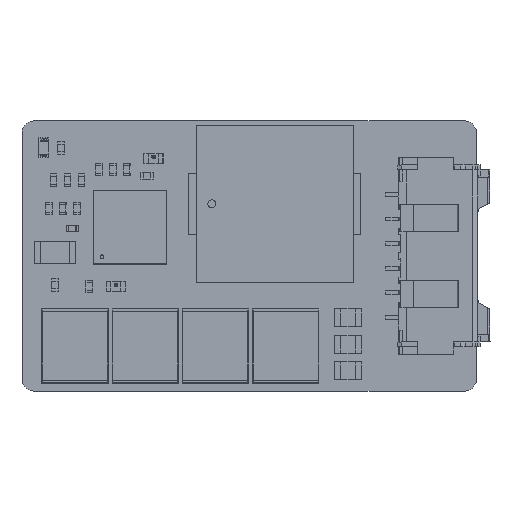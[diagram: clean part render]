
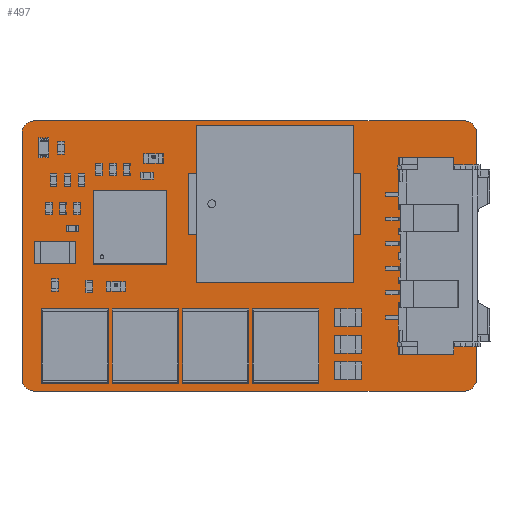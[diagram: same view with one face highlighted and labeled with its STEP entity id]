
A CAD part, top view. The second image highlights one B-rep face of the part: STEP entity #497.
In plain terms, the highlighted planar face has unit normal (0, 0, 1).
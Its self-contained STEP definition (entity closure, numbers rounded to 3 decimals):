
#232 = VERTEX_POINT('',#233);
#233 = CARTESIAN_POINT('',(0.,1.,1.677));
#239 = EDGE_CURVE('',#232,#240,#242,.T.);
#240 = VERTEX_POINT('',#241);
#241 = CARTESIAN_POINT('',(0.,21.,1.677));
#242 = LINE('',#243,#244);
#243 = CARTESIAN_POINT('',(0.,1.,1.677));
#244 = VECTOR('',#245,1.);
#245 = DIRECTION('',(0.,1.,0.));
#270 = EDGE_CURVE('',#240,#271,#273,.T.);
#271 = VERTEX_POINT('',#272);
#272 = CARTESIAN_POINT('',(1.,22.,1.677));
#273 = CIRCLE('',#274,1.);
#274 = AXIS2_PLACEMENT_3D('',#275,#276,#277);
#275 = CARTESIAN_POINT('',(1.,21.,1.677));
#276 = DIRECTION('',(0.,0.,-1.));
#277 = DIRECTION('',(-1.,0.,0.));
#303 = EDGE_CURVE('',#271,#304,#306,.T.);
#304 = VERTEX_POINT('',#305);
#305 = CARTESIAN_POINT('',(36.,22.,1.677));
#306 = LINE('',#307,#308);
#307 = CARTESIAN_POINT('',(1.,22.,1.677));
#308 = VECTOR('',#309,1.);
#309 = DIRECTION('',(1.,0.,0.));
#334 = EDGE_CURVE('',#304,#335,#337,.T.);
#335 = VERTEX_POINT('',#336);
#336 = CARTESIAN_POINT('',(37.,21.,1.677));
#337 = CIRCLE('',#338,1.);
#338 = AXIS2_PLACEMENT_3D('',#339,#340,#341);
#339 = CARTESIAN_POINT('',(36.,21.,1.677));
#340 = DIRECTION('',(0.,0.,-1.));
#341 = DIRECTION('',(0.,1.,0.));
#367 = EDGE_CURVE('',#335,#368,#370,.T.);
#368 = VERTEX_POINT('',#369);
#369 = CARTESIAN_POINT('',(37.,1.,1.677));
#370 = LINE('',#371,#372);
#371 = CARTESIAN_POINT('',(37.,21.,1.677));
#372 = VECTOR('',#373,1.);
#373 = DIRECTION('',(0.,-1.,0.));
#398 = EDGE_CURVE('',#368,#399,#401,.T.);
#399 = VERTEX_POINT('',#400);
#400 = CARTESIAN_POINT('',(36.,0.,1.677));
#401 = CIRCLE('',#402,1.);
#402 = AXIS2_PLACEMENT_3D('',#403,#404,#405);
#403 = CARTESIAN_POINT('',(36.,1.,1.677));
#404 = DIRECTION('',(0.,0.,-1.));
#405 = DIRECTION('',(1.,0.,0.));
#431 = EDGE_CURVE('',#399,#432,#434,.T.);
#432 = VERTEX_POINT('',#433);
#433 = CARTESIAN_POINT('',(1.,0.,1.677));
#434 = LINE('',#435,#436);
#435 = CARTESIAN_POINT('',(36.,0.,1.677));
#436 = VECTOR('',#437,1.);
#437 = DIRECTION('',(-1.,0.,0.));
#462 = EDGE_CURVE('',#432,#232,#463,.T.);
#463 = CIRCLE('',#464,1.);
#464 = AXIS2_PLACEMENT_3D('',#465,#466,#467);
#465 = CARTESIAN_POINT('',(1.,1.,1.677));
#466 = DIRECTION('',(0.,0.,-1.));
#467 = DIRECTION('',(0.,-1.,-0.));
#497 = ADVANCED_FACE('',(#498),#508,.F.);
#498 = FACE_BOUND('',#499,.F.);
#499 = EDGE_LOOP('',(#500,#501,#502,#503,#504,#505,#506,#507));
#500 = ORIENTED_EDGE('',*,*,#239,.T.);
#501 = ORIENTED_EDGE('',*,*,#270,.T.);
#502 = ORIENTED_EDGE('',*,*,#303,.T.);
#503 = ORIENTED_EDGE('',*,*,#334,.T.);
#504 = ORIENTED_EDGE('',*,*,#367,.T.);
#505 = ORIENTED_EDGE('',*,*,#398,.T.);
#506 = ORIENTED_EDGE('',*,*,#431,.T.);
#507 = ORIENTED_EDGE('',*,*,#462,.T.);
#508 = PLANE('',#509);
#509 = AXIS2_PLACEMENT_3D('',#510,#511,#512);
#510 = CARTESIAN_POINT('',(18.5,11.,1.677));
#511 = DIRECTION('',(-0.,-0.,-1.));
#512 = DIRECTION('',(-1.,0.,0.));
